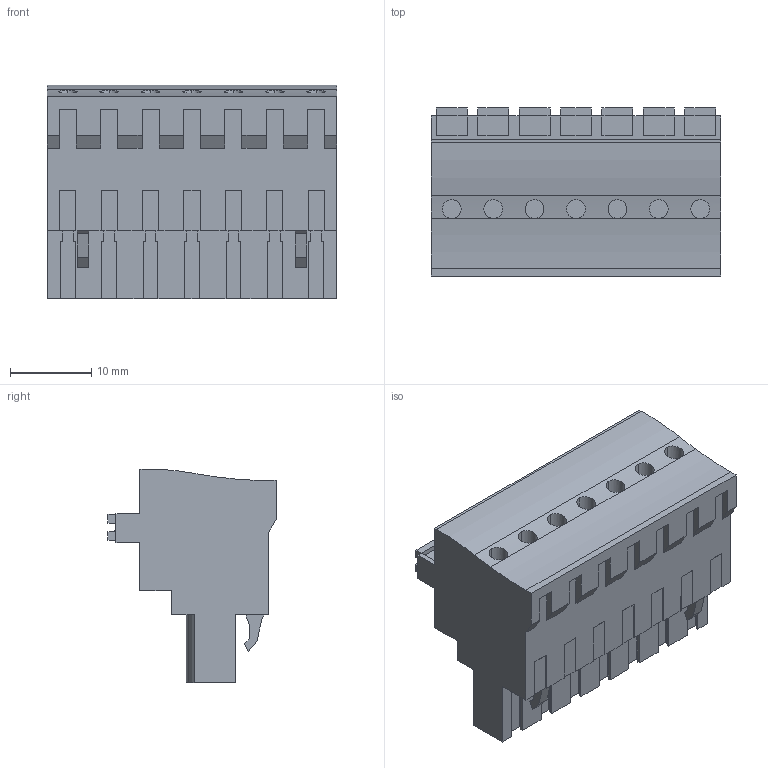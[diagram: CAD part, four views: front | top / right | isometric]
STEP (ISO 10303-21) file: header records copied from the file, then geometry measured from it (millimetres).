
FILE_DESCRIPTION(('CATIA V5 STEP Exchange','CAx-IF Rec.Pracs.--- Model Styling and Organization---1.2---2011-12-15'),'2;1');
FILE_NAME ('D1461158_0_1982750000_1982750000.stp','2017-10-30T15:06:24+00:00',('none'),('Weidmueller'),'CATIA Version 5-6 Release 2014','CATIA V5 STEP AP214','none');
FILE_SCHEMA(('AUTOMOTIVE_DESIGN { 1 0 10303 214 1 1 1 1 }'));
Length unit declared in the file: millimetre
Products named in the file (1): 1982750000
Bounding box: 35.56 x 20.64 x 26.24 mm (x, y, z)
Volume: 10505.2 mm3; surface area: 5429.1 mm2
Topology: 8 solids, 8 shells, 502 faces, 1392 edges, 936 vertices
Faces by surface type: plane 429, cylinder 73
Entity records: 14704 total; most frequent: ORIENTED_EDGE 2784, CARTESIAN_POINT 2717, DIRECTION 1930, EDGE_CURVE 1392, VECTOR 1246, LINE 1246, VERTEX_POINT 936, EDGE_LOOP 532
